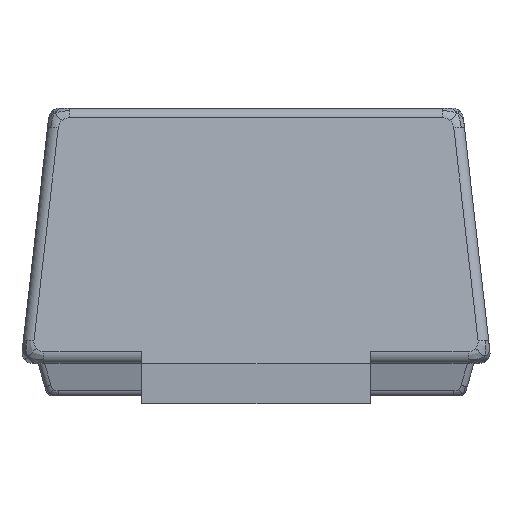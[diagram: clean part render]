
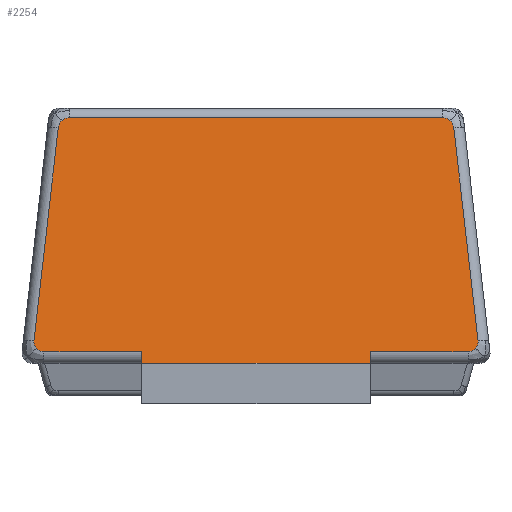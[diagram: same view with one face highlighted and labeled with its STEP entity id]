
A CAD part, left-side view. The second image highlights one B-rep face of the part: STEP entity #2254.
In plain terms, the highlighted planar face has unit normal (-0.994, 0, 0.113).
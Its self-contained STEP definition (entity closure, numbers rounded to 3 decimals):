
#79=LINE('',#5990,#187);
#103=LINE('',#6055,#211);
#135=LINE('',#6397,#243);
#140=LINE('',#6554,#248);
#147=LINE('',#6604,#255);
#150=LINE('',#6609,#258);
#151=LINE('',#6614,#259);
#154=LINE('',#6619,#262);
#187=VECTOR('',#2813,10.);
#211=VECTOR('',#2867,10.);
#243=VECTOR('',#2973,10.);
#248=VECTOR('',#2992,10.);
#255=VECTOR('',#3011,10.);
#258=VECTOR('',#3018,10.);
#259=VECTOR('',#3023,10.);
#262=VECTOR('',#3030,10.);
#292=PLANE('',#2494);
#422=FACE_OUTER_BOUND('',#552,.T.);
#552=EDGE_LOOP('',(#1924,#1925,#1926,#1927,#1928,#1929,#1930,#1931,#1932,
#1933,#1934,#1935,#1936,#1937,#1938,#1939));
#580=CIRCLE('',#2296,0.037);
#583=CIRCLE('',#2299,0.037);
#600=CIRCLE('',#2316,0.043);
#603=CIRCLE('',#2319,0.043);
#616=CIRCLE('',#2332,0.043);
#619=CIRCLE('',#2335,0.043);
#644=CIRCLE('',#2360,0.037);
#718=CIRCLE('',#2468,0.037);
#820=VERTEX_POINT('',#3445);
#821=VERTEX_POINT('',#3452);
#823=VERTEX_POINT('',#3498);
#844=VERTEX_POINT('',#3921);
#845=VERTEX_POINT('',#3928);
#847=VERTEX_POINT('',#3974);
#864=VERTEX_POINT('',#4305);
#865=VERTEX_POINT('',#4312);
#867=VERTEX_POINT('',#4358);
#896=VERTEX_POINT('',#4965);
#897=VERTEX_POINT('',#4972);
#964=VERTEX_POINT('',#5983);
#967=VERTEX_POINT('',#5988);
#993=VERTEX_POINT('',#6053);
#1011=VERTEX_POINT('',#6307);
#1017=VERTEX_POINT('',#6611);
#1046=EDGE_CURVE('',#820,#821,#580,.T.);
#1050=EDGE_CURVE('',#823,#820,#583,.T.);
#1078=EDGE_CURVE('',#844,#845,#600,.T.);
#1082=EDGE_CURVE('',#847,#844,#603,.T.);
#1104=EDGE_CURVE('',#864,#865,#616,.T.);
#1108=EDGE_CURVE('',#867,#864,#619,.T.);
#1148=EDGE_CURVE('',#896,#897,#644,.T.);
#1246=EDGE_CURVE('',#967,#964,#79,.T.);
#1278=EDGE_CURVE('',#993,#967,#103,.T.);
#1320=EDGE_CURVE('',#1011,#896,#718,.T.);
#1330=EDGE_CURVE('',#897,#867,#135,.T.);
#1339=EDGE_CURVE('',#821,#993,#140,.T.);
#1348=EDGE_CURVE('',#845,#823,#147,.T.);
#1351=EDGE_CURVE('',#865,#847,#150,.T.);
#1353=EDGE_CURVE('',#1017,#1011,#151,.T.);
#1356=EDGE_CURVE('',#964,#1017,#154,.T.);
#1924=ORIENTED_EDGE('',*,*,#1246,.F.);
#1925=ORIENTED_EDGE('',*,*,#1278,.F.);
#1926=ORIENTED_EDGE('',*,*,#1339,.F.);
#1927=ORIENTED_EDGE('',*,*,#1046,.F.);
#1928=ORIENTED_EDGE('',*,*,#1050,.F.);
#1929=ORIENTED_EDGE('',*,*,#1348,.F.);
#1930=ORIENTED_EDGE('',*,*,#1078,.F.);
#1931=ORIENTED_EDGE('',*,*,#1082,.F.);
#1932=ORIENTED_EDGE('',*,*,#1351,.F.);
#1933=ORIENTED_EDGE('',*,*,#1104,.F.);
#1934=ORIENTED_EDGE('',*,*,#1108,.F.);
#1935=ORIENTED_EDGE('',*,*,#1330,.F.);
#1936=ORIENTED_EDGE('',*,*,#1148,.F.);
#1937=ORIENTED_EDGE('',*,*,#1320,.F.);
#1938=ORIENTED_EDGE('',*,*,#1353,.F.);
#1939=ORIENTED_EDGE('',*,*,#1356,.F.);
#2254=ADVANCED_FACE('',(#422),#292,.T.);
#2296=AXIS2_PLACEMENT_3D('',#3453,#2538,#2539);
#2299=AXIS2_PLACEMENT_3D('',#3500,#2544,#2545);
#2316=AXIS2_PLACEMENT_3D('',#3929,#2578,#2579);
#2319=AXIS2_PLACEMENT_3D('',#3976,#2584,#2585);
#2332=AXIS2_PLACEMENT_3D('',#4313,#2610,#2611);
#2335=AXIS2_PLACEMENT_3D('',#4360,#2616,#2617);
#2360=AXIS2_PLACEMENT_3D('',#4973,#2666,#2667);
#2468=AXIS2_PLACEMENT_3D('',#6309,#2952,#2953);
#2494=AXIS2_PLACEMENT_3D('',#6618,#3028,#3029);
#2538=DIRECTION('center_axis',(0.994,0.,-0.113));
#2539=DIRECTION('ref_axis',(-0.075,-0.746,-0.662));
#2544=DIRECTION('center_axis',(0.994,0.,-0.113));
#2545=DIRECTION('ref_axis',(-0.075,-0.746,-0.662));
#2578=DIRECTION('center_axis',(0.994,0.,-0.113));
#2579=DIRECTION('ref_axis',(0.084,-0.666,0.741));
#2584=DIRECTION('center_axis',(0.994,0.,-0.113));
#2585=DIRECTION('ref_axis',(0.084,-0.666,0.741));
#2610=DIRECTION('center_axis',(0.994,0.,-0.113));
#2611=DIRECTION('ref_axis',(0.084,0.666,0.741));
#2616=DIRECTION('center_axis',(0.994,0.,-0.113));
#2617=DIRECTION('ref_axis',(0.084,0.666,0.741));
#2666=DIRECTION('center_axis',(0.994,0.,-0.113));
#2667=DIRECTION('ref_axis',(-0.075,0.746,-0.662));
#2813=DIRECTION('',(0.,1.,0.));
#2867=DIRECTION('',(-0.113,0.,-0.994));
#2952=DIRECTION('center_axis',(0.994,0.,-0.113));
#2953=DIRECTION('ref_axis',(-0.075,0.746,-0.662));
#2973=DIRECTION('',(0.112,-0.112,0.987));
#2992=DIRECTION('',(0.,1.,0.));
#3011=DIRECTION('',(-0.112,-0.112,-0.987));
#3018=DIRECTION('',(0.,-1.,0.));
#3023=DIRECTION('',(0.,1.,0.));
#3028=DIRECTION('center_axis',(-0.994,0.,0.113));
#3029=DIRECTION('ref_axis',(0.,-1.,0.));
#3030=DIRECTION('',(0.113,0.,0.994));
#3445=CARTESIAN_POINT('',(-1.294,-0.816,0.057));
#3452=CARTESIAN_POINT('',(-1.295,-0.789,0.045));
#3453=CARTESIAN_POINT('Origin',(-1.291,-0.789,0.081));
#3498=CARTESIAN_POINT('',(-1.29,-0.826,0.085));
#3500=CARTESIAN_POINT('Origin',(-1.291,-0.789,0.081));
#3921=CARTESIAN_POINT('',(-1.197,-0.721,0.904));
#3928=CARTESIAN_POINT('',(-1.2,-0.735,0.877));
#3929=CARTESIAN_POINT('Origin',(-1.201,-0.693,0.872));
#3974=CARTESIAN_POINT('',(-1.196,-0.693,0.915));
#3976=CARTESIAN_POINT('Origin',(-1.201,-0.693,0.872));
#4305=CARTESIAN_POINT('',(-1.197,0.721,0.904));
#4312=CARTESIAN_POINT('',(-1.196,0.693,0.915));
#4313=CARTESIAN_POINT('Origin',(-1.201,0.693,0.872));
#4358=CARTESIAN_POINT('',(-1.2,0.735,0.877));
#4360=CARTESIAN_POINT('Origin',(-1.201,0.693,0.872));
#4965=CARTESIAN_POINT('',(-1.294,0.816,0.057));
#4972=CARTESIAN_POINT('',(-1.29,0.826,0.085));
#4973=CARTESIAN_POINT('Origin',(-1.291,0.789,0.081));
#5983=CARTESIAN_POINT('',(-1.3,0.425,0.001));
#5988=CARTESIAN_POINT('',(-1.3,-0.425,0.001));
#5990=CARTESIAN_POINT('',(-1.3,-0.438,0.001));
#6053=CARTESIAN_POINT('',(-1.295,-0.425,0.045));
#6055=CARTESIAN_POINT('',(-1.305,-0.425,-0.048));
#6307=CARTESIAN_POINT('',(-1.295,0.789,0.045));
#6309=CARTESIAN_POINT('Origin',(-1.291,0.789,0.081));
#6397=CARTESIAN_POINT('',(-1.289,0.825,0.093));
#6554=CARTESIAN_POINT('',(-1.295,-0.438,0.045));
#6604=CARTESIAN_POINT('',(-1.284,-0.819,0.14));
#6609=CARTESIAN_POINT('',(-1.196,-0.438,0.915));
#6611=CARTESIAN_POINT('',(-1.295,0.425,0.045));
#6614=CARTESIAN_POINT('',(-1.295,-0.438,0.045));
#6618=CARTESIAN_POINT('Origin',(-1.3,-0.875,0.));
#6619=CARTESIAN_POINT('',(-1.31,0.425,-0.085));
